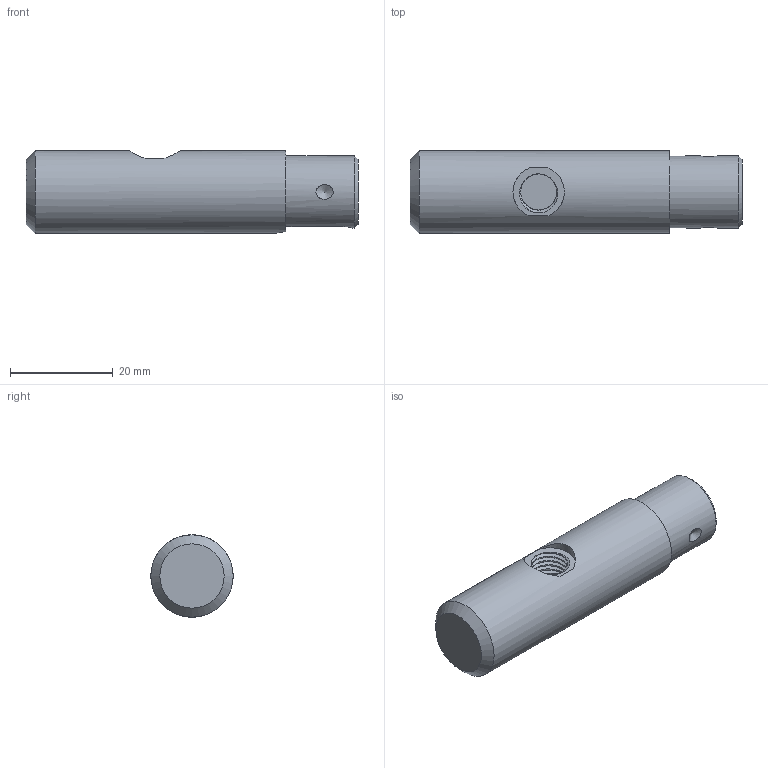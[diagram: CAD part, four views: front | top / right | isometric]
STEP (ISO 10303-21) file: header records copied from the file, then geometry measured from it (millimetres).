
FILE_DESCRIPTION(/* description */ (''),/* implementation_level */ '2;1');
FILE_NAME(/* name */ 'Axle.step',/* time_stamp */ '2023-08-14T10:21:33+02:00',/* author */ (''),/* organization */ (''),/* preprocessor_version */ 'ST-DEVELOPER v19.2',/* originating_system */ 'Autodesk Translation Framework v12.6.0.85',/* authorisation */ '');
FILE_SCHEMA (('AUTOMOTIVE_DESIGN { 1 0 10303 214 3 1 1 }'));
Length unit declared in the file: millimetre
Products named in the file (1): Axle
Bounding box: 64.5 x 16 x 16 mm (x, y, z)
Volume: 11564.4 mm3; surface area: 3970.1 mm2
Topology: 1 solids, 1 shells, 43 faces, 119 edges, 79 vertices
Faces by surface type: cylinder 28, plane 8, cone 5, bspline 2
Full cylindrical faces by diameter (mm): 1.623 x1, 7.035 x6, 8.147 x2, 14 x1, 16 x1
Entity records: 2896 total; most frequent: CARTESIAN_POINT 1876, ORIENTED_EDGE 232, DIRECTION 160, EDGE_CURVE 116, VERTEX_POINT 79, AXIS2_PLACEMENT_3D 60, B_SPLINE_CURVE_WITH_KNOTS 58, EDGE_LOOP 47
